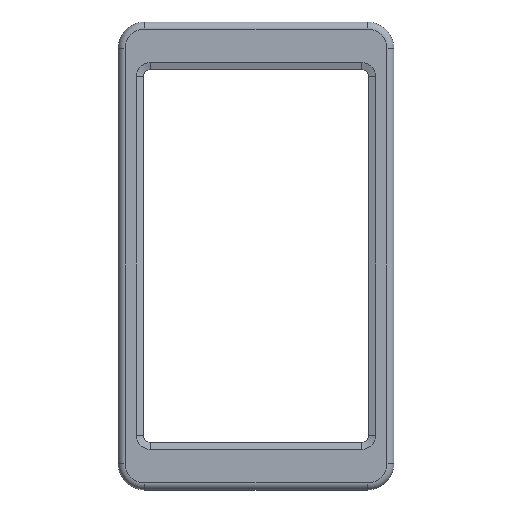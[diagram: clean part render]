
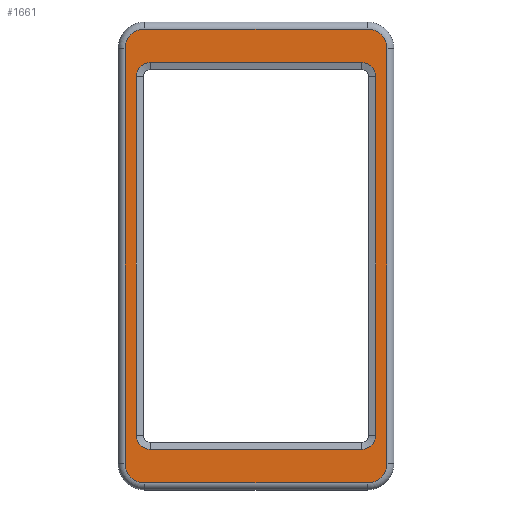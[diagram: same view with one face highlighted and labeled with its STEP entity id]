
A CAD part, top view. The second image highlights one B-rep face of the part: STEP entity #1661.
In plain terms, the highlighted planar face has unit normal (0, 0, 1).
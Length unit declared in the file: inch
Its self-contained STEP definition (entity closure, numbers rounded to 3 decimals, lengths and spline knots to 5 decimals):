
#25=FACE_BOUND('',#260,.T.);
#49=PLANE('',#1827);
#157=FACE_OUTER_BOUND('',#259,.T.);
#259=EDGE_LOOP('',(#1327,#1328,#1329,#1330,#1331,#1332,#1333,#1334));
#260=EDGE_LOOP('',(#1335,#1336,#1337,#1338,#1339,#1340,#1341,#1342));
#383=LINE('',#2627,#547);
#384=LINE('',#2635,#548);
#385=LINE('',#2643,#549);
#386=LINE('',#2649,#550);
#387=LINE('',#2653,#551);
#388=LINE('',#2657,#552);
#389=LINE('',#2661,#553);
#390=LINE('',#2665,#554);
#547=VECTOR('',#2123,0.3937);
#548=VECTOR('',#2134,0.3937);
#549=VECTOR('',#2145,0.3937);
#550=VECTOR('',#2154,0.3937);
#551=VECTOR('',#2157,0.3937);
#552=VECTOR('',#2160,0.3937);
#553=VECTOR('',#2163,0.3937);
#554=VECTOR('',#2166,0.3937);
#689=CIRCLE('',#1810,0.33071);
#692=CIRCLE('',#1815,0.33071);
#695=CIRCLE('',#1820,0.33071);
#698=CIRCLE('',#1825,0.33071);
#699=CIRCLE('',#1828,0.23622);
#700=CIRCLE('',#1829,0.23622);
#701=CIRCLE('',#1830,0.23622);
#702=CIRCLE('',#1831,0.23622);
#795=VERTEX_POINT('',#2619);
#796=VERTEX_POINT('',#2621);
#797=VERTEX_POINT('',#2625);
#798=VERTEX_POINT('',#2629);
#799=VERTEX_POINT('',#2633);
#800=VERTEX_POINT('',#2637);
#801=VERTEX_POINT('',#2641);
#802=VERTEX_POINT('',#2645);
#803=VERTEX_POINT('',#2651);
#804=VERTEX_POINT('',#2652);
#805=VERTEX_POINT('',#2654);
#806=VERTEX_POINT('',#2656);
#807=VERTEX_POINT('',#2658);
#808=VERTEX_POINT('',#2660);
#809=VERTEX_POINT('',#2662);
#810=VERTEX_POINT('',#2664);
#985=EDGE_CURVE('',#796,#795,#689,.T.);
#987=EDGE_CURVE('',#797,#796,#383,.T.);
#989=EDGE_CURVE('',#798,#797,#692,.T.);
#991=EDGE_CURVE('',#799,#798,#384,.T.);
#993=EDGE_CURVE('',#800,#799,#695,.T.);
#995=EDGE_CURVE('',#801,#800,#385,.T.);
#997=EDGE_CURVE('',#802,#801,#698,.T.);
#998=EDGE_CURVE('',#795,#802,#386,.T.);
#999=EDGE_CURVE('',#803,#804,#387,.T.);
#1000=EDGE_CURVE('',#805,#803,#699,.T.);
#1001=EDGE_CURVE('',#806,#805,#388,.T.);
#1002=EDGE_CURVE('',#807,#806,#700,.T.);
#1003=EDGE_CURVE('',#808,#807,#389,.T.);
#1004=EDGE_CURVE('',#809,#808,#701,.T.);
#1005=EDGE_CURVE('',#810,#809,#390,.T.);
#1006=EDGE_CURVE('',#804,#810,#702,.T.);
#1327=ORIENTED_EDGE('',*,*,#985,.F.);
#1328=ORIENTED_EDGE('',*,*,#987,.F.);
#1329=ORIENTED_EDGE('',*,*,#989,.F.);
#1330=ORIENTED_EDGE('',*,*,#991,.F.);
#1331=ORIENTED_EDGE('',*,*,#993,.F.);
#1332=ORIENTED_EDGE('',*,*,#995,.F.);
#1333=ORIENTED_EDGE('',*,*,#997,.F.);
#1334=ORIENTED_EDGE('',*,*,#998,.F.);
#1335=ORIENTED_EDGE('',*,*,#999,.F.);
#1336=ORIENTED_EDGE('',*,*,#1000,.F.);
#1337=ORIENTED_EDGE('',*,*,#1001,.F.);
#1338=ORIENTED_EDGE('',*,*,#1002,.F.);
#1339=ORIENTED_EDGE('',*,*,#1003,.F.);
#1340=ORIENTED_EDGE('',*,*,#1004,.F.);
#1341=ORIENTED_EDGE('',*,*,#1005,.F.);
#1342=ORIENTED_EDGE('',*,*,#1006,.F.);
#1661=ADVANCED_FACE('',(#157,#25),#49,.T.);
#1810=AXIS2_PLACEMENT_3D('',#2623,#2117,#2118);
#1815=AXIS2_PLACEMENT_3D('',#2631,#2128,#2129);
#1820=AXIS2_PLACEMENT_3D('',#2639,#2139,#2140);
#1825=AXIS2_PLACEMENT_3D('',#2647,#2150,#2151);
#1827=AXIS2_PLACEMENT_3D('',#2650,#2155,#2156);
#1828=AXIS2_PLACEMENT_3D('',#2655,#2158,#2159);
#1829=AXIS2_PLACEMENT_3D('',#2659,#2161,#2162);
#1830=AXIS2_PLACEMENT_3D('',#2663,#2164,#2165);
#1831=AXIS2_PLACEMENT_3D('',#2666,#2167,#2168);
#2117=DIRECTION('center_axis',(0.,0.,
-1.));
#2118=DIRECTION('ref_axis',(0.707,-0.707,0.));
#2123=DIRECTION('',(0.,-1.,0.));
#2128=DIRECTION('center_axis',(0.,0.,
-1.));
#2129=DIRECTION('ref_axis',(0.707,0.707,0.));
#2134=DIRECTION('',(1.,0.,0.));
#2139=DIRECTION('center_axis',(0.,0.,
-1.));
#2140=DIRECTION('ref_axis',(-0.707,0.707,0.));
#2145=DIRECTION('',(0.,1.,0.));
#2150=DIRECTION('center_axis',(0.,0.,
-1.));
#2151=DIRECTION('ref_axis',(-0.707,-0.707,0.));
#2154=DIRECTION('',(-1.,0.,0.));
#2155=DIRECTION('center_axis',(0.,0.,
1.));
#2156=DIRECTION('ref_axis',(1.,0.,0.));
#2157=DIRECTION('',(0.,1.,0.));
#2158=DIRECTION('center_axis',(0.,0.,
1.));
#2159=DIRECTION('ref_axis',(0.707,-0.707,0.));
#2160=DIRECTION('',(1.,0.,0.));
#2161=DIRECTION('center_axis',(0.,0.,
1.));
#2162=DIRECTION('ref_axis',(-0.707,-0.707,0.));
#2163=DIRECTION('',(0.,-1.,0.));
#2164=DIRECTION('center_axis',(0.,0.,
1.));
#2165=DIRECTION('ref_axis',(-0.707,0.707,0.));
#2166=DIRECTION('',(-1.,0.,0.));
#2167=DIRECTION('center_axis',(0.,0.,
1.));
#2168=DIRECTION('ref_axis',(0.707,0.707,0.));
#2619=CARTESIAN_POINT('',(1.87008,-3.81496,0.11811));
#2621=CARTESIAN_POINT('',(2.20079,-3.48425,0.11811));
#2623=CARTESIAN_POINT('Origin',(1.87008,-3.48425,0.11811));
#2625=CARTESIAN_POINT('',(2.20079,3.48425,0.11811));
#2627=CARTESIAN_POINT('',(2.20079,1.74213,0.11811));
#2629=CARTESIAN_POINT('',(1.87008,3.81496,0.11811));
#2631=CARTESIAN_POINT('Origin',(1.87008,3.48425,0.11811));
#2633=CARTESIAN_POINT('',(-1.87008,3.81496,0.11811));
#2635=CARTESIAN_POINT('',(-0.93504,3.81496,0.11811));
#2637=CARTESIAN_POINT('',(-2.20079,3.48425,0.11811));
#2639=CARTESIAN_POINT('Origin',(-1.87008,3.48425,0.11811));
#2641=CARTESIAN_POINT('',(-2.20079,-3.48425,0.11811));
#2643=CARTESIAN_POINT('',(-2.20079,-1.74213,0.11811));
#2645=CARTESIAN_POINT('',(-1.87008,-3.81496,0.11811));
#2647=CARTESIAN_POINT('Origin',(-1.87008,-3.48425,0.11811));
#2649=CARTESIAN_POINT('',(0.93504,-3.81496,0.11811));
#2650=CARTESIAN_POINT('Origin',(0.,0.,
0.11811));
#2651=CARTESIAN_POINT('',(2.0125,-3.01378,0.11811));
#2652=CARTESIAN_POINT('',(2.0125,3.01378,0.11811));
#2653=CARTESIAN_POINT('',(2.0125,-1.56594,0.11811));
#2654=CARTESIAN_POINT('',(1.77628,-3.25,0.11811));
#2655=CARTESIAN_POINT('Origin',(1.77628,-3.01378,0.11811));
#2656=CARTESIAN_POINT('',(-1.77628,-3.25,0.11811));
#2657=CARTESIAN_POINT('',(-0.94719,-3.25,0.11811));
#2658=CARTESIAN_POINT('',(-2.0125,-3.01378,0.11811));
#2659=CARTESIAN_POINT('Origin',(-1.77628,-3.01378,0.11811));
#2660=CARTESIAN_POINT('',(-2.0125,3.01378,0.11811));
#2661=CARTESIAN_POINT('',(-2.0125,1.56594,0.11811));
#2662=CARTESIAN_POINT('',(-1.77628,3.25,0.11811));
#2663=CARTESIAN_POINT('Origin',(-1.77628,3.01378,0.11811));
#2664=CARTESIAN_POINT('',(1.77628,3.25,0.11811));
#2665=CARTESIAN_POINT('',(0.94719,3.25,0.11811));
#2666=CARTESIAN_POINT('Origin',(1.77628,3.01378,0.11811));
